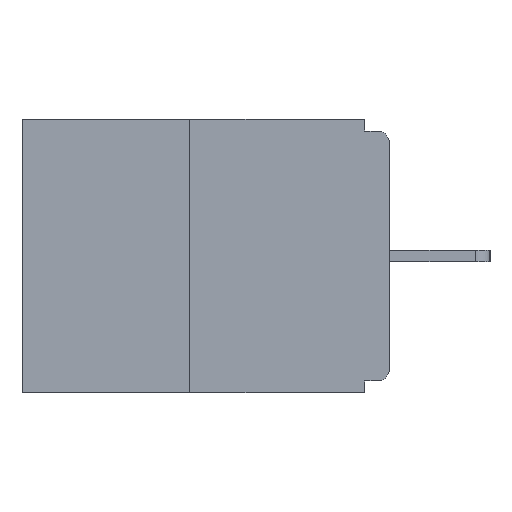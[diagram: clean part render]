
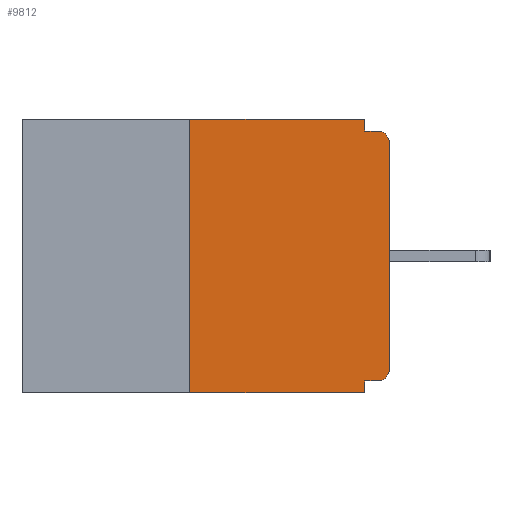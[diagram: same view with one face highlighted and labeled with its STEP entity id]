
A CAD part, left-side view. The second image highlights one B-rep face of the part: STEP entity #9812.
In plain terms, the highlighted planar face has unit normal (-1, 0, 0).
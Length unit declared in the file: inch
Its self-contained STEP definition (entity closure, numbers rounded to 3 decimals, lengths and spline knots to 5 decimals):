
#400 = VERTEX_POINT ( 'NONE', #16988 ) ;
#457 = VERTEX_POINT ( 'NONE', #1012 ) ;
#483 = ORIENTED_EDGE ( 'NONE', *, *, #16359, .F. ) ;
#663 = DIRECTION ( 'NONE',  ( 0., 0., -1. ) ) ;
#896 = ORIENTED_EDGE ( 'NONE', *, *, #12684, .F. ) ;
#937 = PLANE ( 'NONE',  #4783 ) ;
#1012 = CARTESIAN_POINT ( 'NONE',  ( 0., 0., -0.313 ) ) ;
#1378 = CIRCLE ( 'NONE', #11343, 0.015 ) ;
#1588 = AXIS2_PLACEMENT_3D ( 'NONE', #6443, #17962, #2200 ) ;
#2174 = CARTESIAN_POINT ( 'NONE',  ( 0., 0.46, -0.343 ) ) ;
#2200 = DIRECTION ( 'NONE',  ( 0., 0., -1. ) ) ;
#2394 = CARTESIAN_POINT ( 'NONE',  ( 0., 0.015, -0.03 ) ) ;
#2561 = ORIENTED_EDGE ( 'NONE', *, *, #13831, .T. ) ;
#2839 = ORIENTED_EDGE ( 'NONE', *, *, #6336, .T. ) ;
#3016 = VECTOR ( 'NONE', #663, 39.37008 ) ;
#3614 = ORIENTED_EDGE ( 'NONE', *, *, #18086, .F. ) ;
#3639 = VERTEX_POINT ( 'NONE', #6916 ) ;
#4092 = CARTESIAN_POINT ( 'NONE',  ( 0., 0.46, 0. ) ) ;
#4235 = ORIENTED_EDGE ( 'NONE', *, *, #10199, .T. ) ;
#4363 = DIRECTION ( 'NONE',  ( 0., 0., -1. ) ) ;
#4420 = ORIENTED_EDGE ( 'NONE', *, *, #10590, .F. ) ;
#4783 = AXIS2_PLACEMENT_3D ( 'NONE', #4092, #11146, #18229 ) ;
#4880 = VERTEX_POINT ( 'NONE', #10972 ) ;
#5003 = DIRECTION ( 'NONE',  ( 0., 0., 1. ) ) ;
#6227 = VECTOR ( 'NONE', #18428, 39.37008 ) ;
#6336 = EDGE_CURVE ( 'NONE', #15555, #9389, #1378, .T. ) ;
#6443 = CARTESIAN_POINT ( 'NONE',  ( 0., 0.015, -0.313 ) ) ;
#6582 = VERTEX_POINT ( 'NONE', #11804 ) ;
#6916 = CARTESIAN_POINT ( 'NONE',  ( 0., 0.25, 0. ) ) ;
#6925 = CARTESIAN_POINT ( 'NONE',  ( 0., 0., -0.015 ) ) ;
#7000 = LINE ( 'NONE', #17109, #13970 ) ;
#7198 = LINE ( 'NONE', #12683, #6227 ) ;
#7444 = DIRECTION ( 'NONE',  ( 0., 0., 1. ) ) ;
#7487 = CARTESIAN_POINT ( 'NONE',  ( 0., 0.031, -0.015 ) ) ;
#7663 = EDGE_CURVE ( 'NONE', #4880, #6582, #7198, .T. ) ;
#7730 = CARTESIAN_POINT ( 'NONE',  ( 0., 0.25, 0. ) ) ;
#7784 = EDGE_LOOP ( 'NONE', ( #483, #4420, #4235, #3614, #11606, #17435, #2561, #2839, #14562, #896 ) ) ;
#8050 = CARTESIAN_POINT ( 'NONE',  ( 0., 0.46, 0. ) ) ;
#8060 = VECTOR ( 'NONE', #14195, 39.37008 ) ;
#8427 = VECTOR ( 'NONE', #7444, 39.37008 ) ;
#8615 = LINE ( 'NONE', #6925, #8060 ) ;
#8901 = EDGE_CURVE ( 'NONE', #14973, #9389, #8615, .T. ) ;
#9389 = VERTEX_POINT ( 'NONE', #16762 ) ;
#9458 = FACE_OUTER_BOUND ( 'NONE', #7784, .T. ) ;
#9644 = DIRECTION ( 'NONE',  ( 0., -1., 0. ) ) ;
#9812 = ADVANCED_FACE ( 'NONE', ( #9458 ), #937, .F. ) ;
#10199 = EDGE_CURVE ( 'NONE', #18554, #400, #18396, .T. ) ;
#10263 = VECTOR ( 'NONE', #5003, 39.37008 ) ;
#10590 = EDGE_CURVE ( 'NONE', #18554, #3639, #10639, .T. ) ;
#10639 = LINE ( 'NONE', #7730, #8427 ) ;
#10864 = LINE ( 'NONE', #8050, #17898 ) ;
#10965 = CARTESIAN_POINT ( 'NONE',  ( 0., 0.031, 0. ) ) ;
#10972 = CARTESIAN_POINT ( 'NONE',  ( 0., 0.015, -0.328 ) ) ;
#11146 = DIRECTION ( 'NONE',  ( 1., 0., 0. ) ) ;
#11343 = AXIS2_PLACEMENT_3D ( 'NONE', #2394, #16930, #15337 ) ;
#11606 = ORIENTED_EDGE ( 'NONE', *, *, #7663, .F. ) ;
#11804 = CARTESIAN_POINT ( 'NONE',  ( 0., 0.031, -0.328 ) ) ;
#12171 = LINE ( 'NONE', #17931, #10263 ) ;
#12646 = CARTESIAN_POINT ( 'NONE',  ( 0., 0.031, 0. ) ) ;
#12683 = CARTESIAN_POINT ( 'NONE',  ( 0., 0., -0.328 ) ) ;
#12684 = EDGE_CURVE ( 'NONE', #16743, #14973, #13728, .T. ) ;
#13728 = LINE ( 'NONE', #10965, #3016 ) ;
#13831 = EDGE_CURVE ( 'NONE', #457, #15555, #12171, .T. ) ;
#13879 = DIRECTION ( 'NONE',  ( 0., -1., 0. ) ) ;
#13970 = VECTOR ( 'NONE', #4363, 39.37008 ) ;
#14041 = CARTESIAN_POINT ( 'NONE',  ( 0., 0., -0.03 ) ) ;
#14195 = DIRECTION ( 'NONE',  ( 0., -1., 0. ) ) ;
#14562 = ORIENTED_EDGE ( 'NONE', *, *, #8901, .F. ) ;
#14973 = VERTEX_POINT ( 'NONE', #7487 ) ;
#15337 = DIRECTION ( 'NONE',  ( 0., 0., -1. ) ) ;
#15555 = VERTEX_POINT ( 'NONE', #14041 ) ;
#15952 = VECTOR ( 'NONE', #13879, 39.37008 ) ;
#16094 = CIRCLE ( 'NONE', #1588, 0.015 ) ;
#16359 = EDGE_CURVE ( 'NONE', #3639, #16743, #10864, .T. ) ;
#16430 = CARTESIAN_POINT ( 'NONE',  ( 0., 0.25, -0.343 ) ) ;
#16743 = VERTEX_POINT ( 'NONE', #12646 ) ;
#16762 = CARTESIAN_POINT ( 'NONE',  ( 0., 0.015, -0.015 ) ) ;
#16930 = DIRECTION ( 'NONE',  ( -1., 0., 0. ) ) ;
#16988 = CARTESIAN_POINT ( 'NONE',  ( 0., 0.031, -0.343 ) ) ;
#17109 = CARTESIAN_POINT ( 'NONE',  ( 0., 0.031, -0.343 ) ) ;
#17435 = ORIENTED_EDGE ( 'NONE', *, *, #17788, .T. ) ;
#17788 = EDGE_CURVE ( 'NONE', #4880, #457, #16094, .T. ) ;
#17898 = VECTOR ( 'NONE', #9644, 39.37008 ) ;
#17931 = CARTESIAN_POINT ( 'NONE',  ( 0., 0., 0. ) ) ;
#17962 = DIRECTION ( 'NONE',  ( -1., 0., 0. ) ) ;
#18086 = EDGE_CURVE ( 'NONE', #6582, #400, #7000, .T. ) ;
#18229 = DIRECTION ( 'NONE',  ( 0., 0., -1. ) ) ;
#18396 = LINE ( 'NONE', #2174, #15952 ) ;
#18428 = DIRECTION ( 'NONE',  ( 0., 1., 0. ) ) ;
#18554 = VERTEX_POINT ( 'NONE', #16430 ) ;
